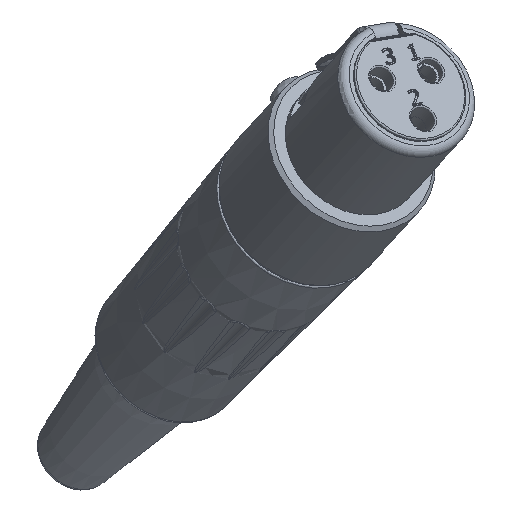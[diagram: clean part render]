
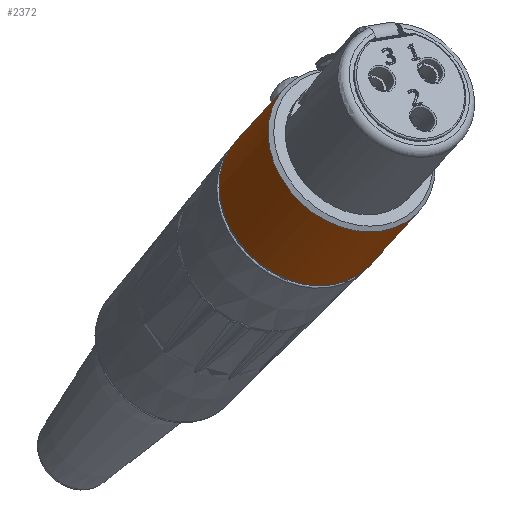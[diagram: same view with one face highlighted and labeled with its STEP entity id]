
A CAD part, isometric view. The second image highlights one B-rep face of the part: STEP entity #2372.
In plain terms, the highlighted cylindrical face has radius 5.25 mm (diameter 10.5 mm), a full revolution.
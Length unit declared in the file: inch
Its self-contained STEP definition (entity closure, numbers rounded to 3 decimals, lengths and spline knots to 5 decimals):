
#2300=CARTESIAN_POINT('',(0.03109,0.28568,0.20505));
#2301=VERTEX_POINT('',#2300);
#2302=CARTESIAN_POINT('',(0.2278,0.23344,0.169));
#2303=DIRECTION('',(0.,0.568,-0.823));
#2304=DIRECTION('',(0.952,-0.253,-0.174));
#2305=AXIS2_PLACEMENT_3D('',#2302,#2303,#2304);
#2306=CIRCLE('',#2305,0.20669);
#2307=EDGE_CURVE('',#2301,#2301,#2306,.T.);
#2312=CARTESIAN_POINT('',(0.2278,0.07131,0.40392));
#2313=DIRECTION('',(0.,0.568,-0.823));
#2314=DIRECTION('',(0.952,-0.253,-0.174));
#2315=AXIS2_PLACEMENT_3D('',#2312,#2313,#2314);
#2316=CYLINDRICAL_SURFACE('',#2315,0.20669);
#2317=CARTESIAN_POINT('',(0.03109,0.12914,0.43187));
#2318=VERTEX_POINT('',#2317);
#2319=CARTESIAN_POINT('',(0.2278,0.0769,0.39582));
#2320=DIRECTION('',(0.,-0.568,0.823));
#2321=DIRECTION('',(0.952,-0.253,-0.174));
#2322=AXIS2_PLACEMENT_3D('',#2319,#2320,#2321);
#2323=CIRCLE('',#2322,0.20669);
#2324=EDGE_CURVE('',#2318,#2318,#2323,.T.);
#2325=ORIENTED_EDGE('',*,*,#2324,.F.);
#2326=EDGE_LOOP('',(#2325));
#2327=FACE_OUTER_BOUND('',#2326,.T.);
#2328=CARTESIAN_POINT('',(0.35321,0.29871,0.36367));
#2329=VERTEX_POINT('',#2328);
#2330=CARTESIAN_POINT('',(0.35321,0.29871,0.36367));
#2331=CARTESIAN_POINT('',(0.35321,0.29376,0.37086));
#2332=CARTESIAN_POINT('',(0.35174,0.28945,0.37913));
#2333=CARTESIAN_POINT('',(0.34573,0.28339,0.39555));
#2334=CARTESIAN_POINT('',(0.34118,0.2816,0.40367));
#2335=CARTESIAN_POINT('',(0.33051,0.28008,0.41739));
#2336=CARTESIAN_POINT('',(0.32366,0.28024,0.42393));
#2337=CARTESIAN_POINT('',(0.3082,0.28223,0.43388));
#2338=CARTESIAN_POINT('',(0.29957,0.28405,0.43727));
#2339=CARTESIAN_POINT('',(0.28297,0.28846,0.44031));
#2340=CARTESIAN_POINT('',(0.27397,0.29132,0.44015));
#2341=CARTESIAN_POINT('',(0.25716,0.2979,0.43612));
#2342=CARTESIAN_POINT('',(0.24936,0.30163,0.43227));
#2343=CARTESIAN_POINT('',(0.23688,0.3093,0.42279));
#2344=CARTESIAN_POINT('',(0.23135,0.31376,0.41651));
#2345=CARTESIAN_POINT('',(0.22394,0.32339,0.40255));
#2346=CARTESIAN_POINT('',(0.22207,0.32858,0.39489));
#2347=CARTESIAN_POINT('',(0.22207,0.3385,0.38053));
#2348=CARTESIAN_POINT('',(0.22394,0.34382,0.37295));
#2349=CARTESIAN_POINT('',(0.23135,0.35345,0.359));
#2350=CARTESIAN_POINT('',(0.23688,0.35774,0.3526));
#2351=CARTESIAN_POINT('',(0.24936,0.36388,0.34207));
#2352=CARTESIAN_POINT('',(0.25716,0.36616,0.33721));
#2353=CARTESIAN_POINT('',(0.27397,0.36759,0.32963));
#2354=CARTESIAN_POINT('',(0.28297,0.36672,0.3269));
#2355=CARTESIAN_POINT('',(0.29957,0.36232,0.32386));
#2356=CARTESIAN_POINT('',(0.3082,0.3585,0.32336));
#2357=CARTESIAN_POINT('',(0.32366,0.3485,0.32502));
#2358=CARTESIAN_POINT('',(0.33051,0.34233,0.3272));
#2359=CARTESIAN_POINT('',(0.34118,0.33004,0.33349));
#2360=CARTESIAN_POINT('',(0.34573,0.32308,0.33804));
#2361=CARTESIAN_POINT('',(0.35174,0.30988,0.34953));
#2362=CARTESIAN_POINT('',(0.35321,0.30367,0.35649));
#2363=CARTESIAN_POINT('',(0.35321,0.29871,0.36367));
#2364=B_SPLINE_CURVE_WITH_KNOTS('',3,(#2330,#2331,#2332,#2333,#2334,#2335,#2336,#2337,#2338,#2339,#2340,#2341,#2342,#2343,#2344,#2345,#2346,#2347,#2348,#2349,#2350,#2351,#2352,#2353,#2354,#2355,#2356,#2357,#2358,#2359,#2360,#2361,#2362,#2363),.UNSPECIFIED.,.T.,.U.,(4,2,2,2,2,2,2,2,2,2,2,2,2,2,2,2,4),(0.0,0.06649,0.13298,0.19944,0.2659,0.33235,0.39881,0.4653,0.53179,0.59828,0.66477,0.73123,0.79769,0.86414,0.9306,0.99709,1.06358),.UNSPECIFIED.);
#2365=EDGE_CURVE('',#2329,#2329,#2364,.T.);
#2366=ORIENTED_EDGE('',*,*,#2365,.T.);
#2367=EDGE_LOOP('',(#2366));
#2368=FACE_BOUND('',#2367,.T.);
#2369=ORIENTED_EDGE('',*,*,#2307,.F.);
#2370=EDGE_LOOP('',(#2369));
#2371=FACE_BOUND('',#2370,.T.);
#2372=ADVANCED_FACE('',(#2327,#2368,#2371),#2316,.T.);
